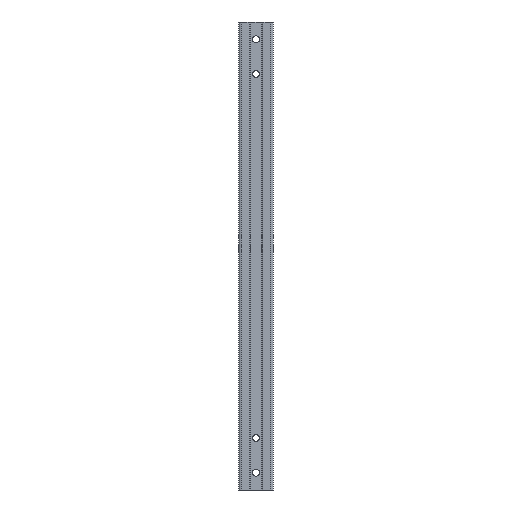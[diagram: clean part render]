
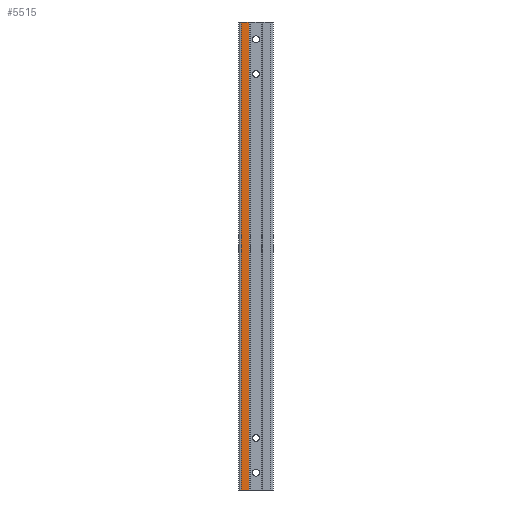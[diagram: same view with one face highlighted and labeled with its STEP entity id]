
A CAD part, left-side view. The second image highlights one B-rep face of the part: STEP entity #5515.
In plain terms, the highlighted planar face has unit normal (-1, 0, 0).
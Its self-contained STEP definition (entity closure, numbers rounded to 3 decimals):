
#80 = ORIENTED_EDGE ( 'NONE', *, *, #211, .F. ) ;
#211 = EDGE_CURVE ( 'NONE', #6535, #6187, #4950, .T. ) ;
#435 = CARTESIAN_POINT ( 'NONE',  ( -10., 8.5, -135. ) ) ;
#479 = CARTESIAN_POINT ( 'NONE',  ( -10., 3.9, -135. ) ) ;
#658 = LINE ( 'NONE', #2367, #3898 ) ;
#947 = EDGE_LOOP ( 'NONE', ( #2902, #80, #4074, #5634 ) ) ;
#1393 = FACE_OUTER_BOUND ( 'NONE', #947, .T. ) ;
#1910 = DIRECTION ( 'NONE',  ( 0., 0., -1. ) ) ;
#2367 = CARTESIAN_POINT ( 'NONE',  ( -10., 3.9, 135. ) ) ;
#2446 = PLANE ( 'NONE',  #5782 ) ;
#2514 = VERTEX_POINT ( 'NONE', #4075 ) ;
#2529 = EDGE_CURVE ( 'NONE', #2514, #3993, #5229, .T. ) ;
#2655 = CARTESIAN_POINT ( 'NONE',  ( -10., 3.9, 135. ) ) ;
#2717 = DIRECTION ( 'NONE',  ( 0., -1., 0. ) ) ;
#2885 = EDGE_CURVE ( 'NONE', #2514, #6535, #658, .T. ) ;
#2902 = ORIENTED_EDGE ( 'NONE', *, *, #4165, .T. ) ;
#3069 = VECTOR ( 'NONE', #6504, 1000. ) ;
#3575 = VECTOR ( 'NONE', #2717, 1000. ) ;
#3898 = VECTOR ( 'NONE', #3988, 1000. ) ;
#3988 = DIRECTION ( 'NONE',  ( 0., -1., 0. ) ) ;
#3993 = VERTEX_POINT ( 'NONE', #435 ) ;
#4074 = ORIENTED_EDGE ( 'NONE', *, *, #2885, .F. ) ;
#4075 = CARTESIAN_POINT ( 'NONE',  ( -10., 8.5, 135. ) ) ;
#4165 = EDGE_CURVE ( 'NONE', #3993, #6187, #5870, .T. ) ;
#4230 = CARTESIAN_POINT ( 'NONE',  ( -10., 3.9, 135. ) ) ;
#4950 = LINE ( 'NONE', #2655, #3069 ) ;
#5098 = CARTESIAN_POINT ( 'NONE',  ( -10., 8.5, 135. ) ) ;
#5229 = LINE ( 'NONE', #5098, #5492 ) ;
#5492 = VECTOR ( 'NONE', #1910, 1000. ) ;
#5515 = ADVANCED_FACE ( 'NONE', ( #1393 ), #2446, .F. ) ;
#5634 = ORIENTED_EDGE ( 'NONE', *, *, #2529, .T. ) ;
#5782 = AXIS2_PLACEMENT_3D ( 'NONE', #5950, #5882, #6431 ) ;
#5870 = LINE ( 'NONE', #6989, #3575 ) ;
#5882 = DIRECTION ( 'NONE',  ( 1., 0., 0. ) ) ;
#5950 = CARTESIAN_POINT ( 'NONE',  ( -10., 3.9, 135. ) ) ;
#6187 = VERTEX_POINT ( 'NONE', #479 ) ;
#6431 = DIRECTION ( 'NONE',  ( 0., 0., -1. ) ) ;
#6504 = DIRECTION ( 'NONE',  ( 0., 0., -1. ) ) ;
#6535 = VERTEX_POINT ( 'NONE', #4230 ) ;
#6989 = CARTESIAN_POINT ( 'NONE',  ( -10., 3.9, -135. ) ) ;
